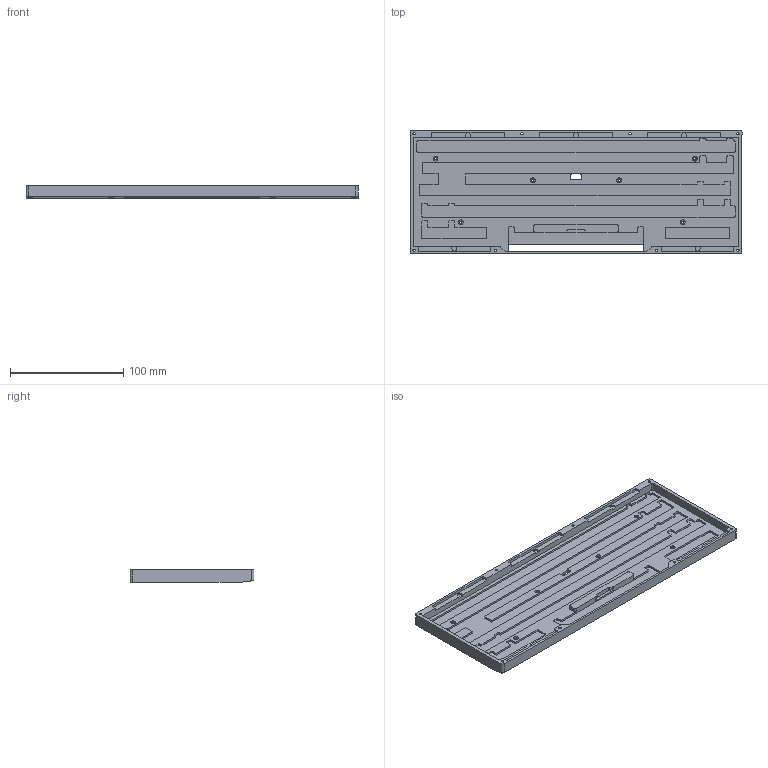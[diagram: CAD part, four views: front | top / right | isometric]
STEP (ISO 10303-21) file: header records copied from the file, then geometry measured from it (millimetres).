
FILE_DESCRIPTION(/* description */ (''),/* implementation_level */ '2;1');
FILE_NAME(/* name */ 'mid_frame.step',/* time_stamp */ '2024-10-05T02:03:27+08:00',/* author */ (''),/* organization */ (''),/* preprocessor_version */ 'ST-DEVELOPER v20',/* originating_system */ 'Autodesk Translation Framework v13.20.0.188',/* authorisation */ '');
FILE_SCHEMA (('AUTOMOTIVE_DESIGN { 1 0 10303 214 3 1 1 }'));
Length unit declared in the file: millimetre
Products named in the file (1): mid_frame
Bounding box: 292.75 x 109.3 x 11.3 mm (x, y, z)
Volume: 114376.5 mm3; surface area: 83766.3 mm2
Topology: 1 solids, 1 shells, 281 faces, 782 edges, 521 vertices
Faces by surface type: plane 162, cylinder 119
Full cylindrical faces by diameter (mm): 2.1 x14, 4.2 x6, 4.4 x8
Entity records: 9151 total; most frequent: DIRECTION 1585, CARTESIAN_POINT 1585, ORIENTED_EDGE 1564, EDGE_CURVE 782, LINE 543, VECTOR 543, VERTEX_POINT 521, AXIS2_PLACEMENT_3D 521
